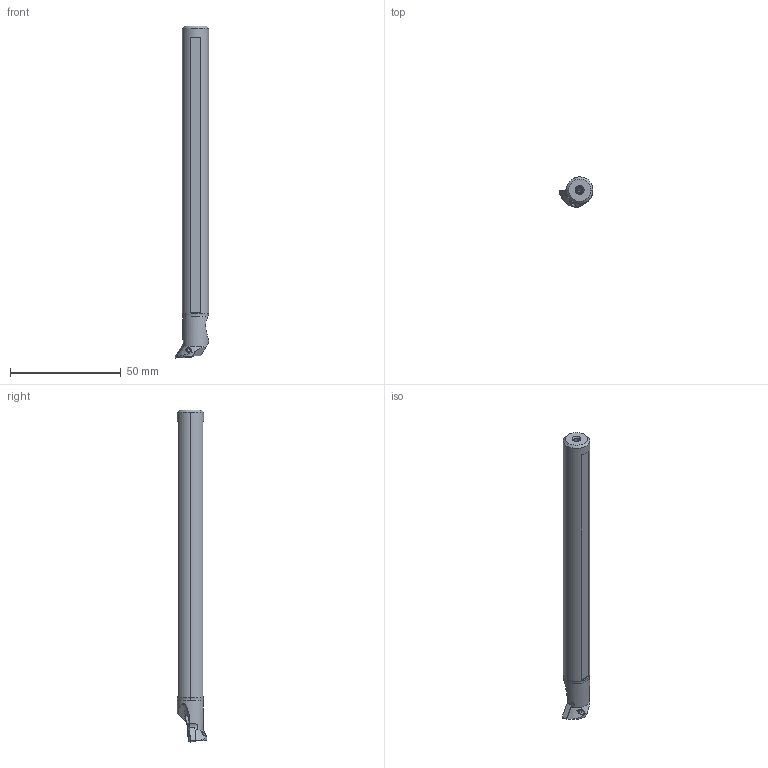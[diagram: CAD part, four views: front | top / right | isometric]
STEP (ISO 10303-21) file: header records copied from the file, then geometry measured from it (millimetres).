
FILE_DESCRIPTION(/* description */ (''),/* implementation_level */ '2;1');
FILE_NAME(/* name */ 'FSDUC1612R-07A_MR0_4.stp',/* time_stamp */ '2021-11-11T11:27:53+09:00',/* author */ (''),/* organization */ (''),/* preprocessor_version */ 'ST-DEVELOPER v16',/* originating_system */ 'SIEMENS PLM Software NX 10.0',/* authorisation */ '');
FILE_SCHEMA (('AUTOMOTIVE_DESIGN { 1 0 10303 214 3 1 1 1 }'));
Length unit declared in the file: millimetre
Products named in the file (1): FSDUC1612R-07A_MR0_4_ASM
Bounding box: 15.3 x 13.42 x 150 mm (x, y, z)
Volume: 14800.5 mm3; surface area: 7250.1 mm2
Topology: 2 solids, 2 shells, 120 faces, 356 edges, 252 vertices
Faces by surface type: cylinder 47, plane 38, cone 21, torus 8, sphere 6
Entity records: 5294 total; most frequent: CARTESIAN_POINT 1986, ORIENTED_EDGE 682, DIRECTION 663, EDGE_CURVE 341, AXIS2_PLACEMENT_3D 270, VERTEX_POINT 229, EDGE_LOOP 128, LINE 123
